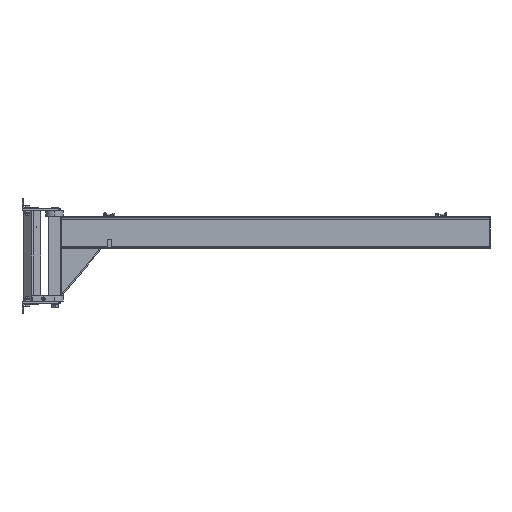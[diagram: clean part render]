
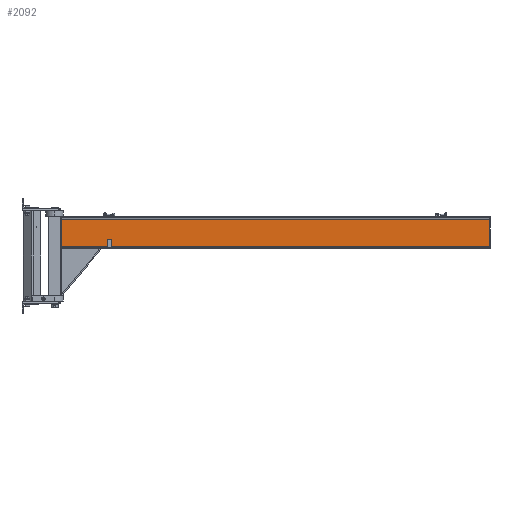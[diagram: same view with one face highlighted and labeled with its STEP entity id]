
A CAD part, front view. The second image highlights one B-rep face of the part: STEP entity #2092.
In plain terms, the highlighted planar face has unit normal (0, -1, 0).
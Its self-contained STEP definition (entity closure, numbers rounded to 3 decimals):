
#2092=ADVANCED_FACE('',(#4760),#4761,.T.);
#4760=FACE_OUTER_BOUND('',#8592,.T.);
#4761=PLANE('',#8593);
#8592=EDGE_LOOP('',(#13367,#13368,#13369,#13370));
#8593=AXIS2_PLACEMENT_3D('',#13371,#13372,#13373);
#13367=ORIENTED_EDGE('',*,*,#20689,.T.);
#13368=ORIENTED_EDGE('',*,*,#21314,.F.);
#13369=ORIENTED_EDGE('',*,*,#21715,.T.);
#13370=ORIENTED_EDGE('',*,*,#21796,.T.);
#13371=CARTESIAN_POINT('',(135.407,-556.859,2797.633));
#13372=DIRECTION('',(0.,-1.,0.));
#13373=DIRECTION('',(0.,0.,-1.));
#20689=EDGE_CURVE('',#24226,#24224,#24227,.T.);
#21314=EDGE_CURVE('',#25317,#24224,#25319,.T.);
#21715=EDGE_CURVE('',#25317,#25973,#25975,.T.);
#21796=EDGE_CURVE('',#25973,#24226,#26104,.T.);
#24224=VERTEX_POINT('',#29286);
#24226=VERTEX_POINT('',#29288);
#24227=LINE('',#29289,#29290);
#25317=VERTEX_POINT('',#32113);
#25319=LINE('',#32115,#32116);
#25973=VERTEX_POINT('',#33646);
#25975=LINE('',#33648,#33649);
#26104=LINE('',#33990,#33991);
#29286=CARTESIAN_POINT('',(4075.407,-556.859,2921.933));
#29288=CARTESIAN_POINT('',(4075.407,-556.859,2673.333));
#29289=CARTESIAN_POINT('',(4075.407,-556.859,2921.933));
#29290=VECTOR('',#42077,10.);
#32113=CARTESIAN_POINT('',(135.407,-556.859,2921.933));
#32115=CARTESIAN_POINT('',(135.407,-556.859,2921.933));
#32116=VECTOR('',#42786,10.);
#33646=CARTESIAN_POINT('',(135.407,-556.859,2673.333));
#33648=CARTESIAN_POINT('',(135.407,-556.859,2921.933));
#33649=VECTOR('',#43301,10.);
#33990=CARTESIAN_POINT('',(135.407,-556.859,2673.333));
#33991=VECTOR('',#43390,10.);
#42077=DIRECTION('',(0.,0.,1.));
#42786=DIRECTION('',(1.,0.,0.));
#43301=DIRECTION('',(0.,0.,-1.));
#43390=DIRECTION('',(1.,0.,0.));
